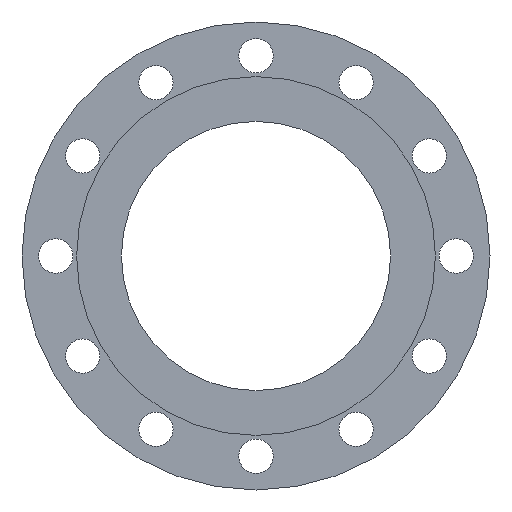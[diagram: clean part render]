
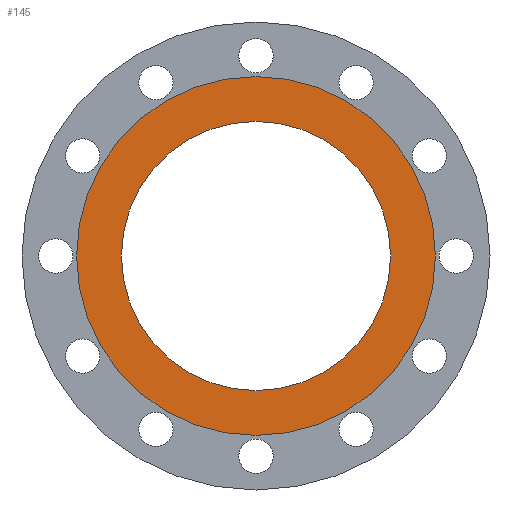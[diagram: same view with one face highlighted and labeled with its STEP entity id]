
A CAD part, front view. The second image highlights one B-rep face of the part: STEP entity #145.
In plain terms, the highlighted planar face has unit normal (0, -1, 0).
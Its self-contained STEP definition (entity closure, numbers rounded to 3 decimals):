
#17 = DIRECTION ( 'NONE',  ( 0., -1., 0. ) ) ;
#34 = VERTEX_POINT ( 'NONE', #769 ) ;
#54 = CARTESIAN_POINT ( 'NONE',  ( 0., 0., 0. ) ) ;
#86 = CIRCLE ( 'NONE', #1132, 172.5 ) ;
#135 = VERTEX_POINT ( 'NONE', #777 ) ;
#140 = CIRCLE ( 'NONE', #1178, 129.4 ) ;
#145 = ADVANCED_FACE ( 'NONE', ( #560, #988 ), #336, .T. ) ;
#155 = CARTESIAN_POINT ( 'NONE',  ( 0., 0., 0. ) ) ;
#247 = EDGE_CURVE ( 'NONE', #135, #1305, #726, .T. ) ;
#256 = DIRECTION ( 'NONE',  ( 0., 1., 0. ) ) ;
#260 = ORIENTED_EDGE ( 'NONE', *, *, #943, .T. ) ;
#268 = CIRCLE ( 'NONE', #1050, 129.4 ) ;
#328 = EDGE_CURVE ( 'NONE', #1305, #135, #86, .T. ) ;
#336 = PLANE ( 'NONE',  #980 ) ;
#474 = ORIENTED_EDGE ( 'NONE', *, *, #247, .F. ) ;
#502 = DIRECTION ( 'NONE',  ( 0., 1., 0. ) ) ;
#552 = AXIS2_PLACEMENT_3D ( 'NONE', #54, #256, #672 ) ;
#560 = FACE_BOUND ( 'NONE', #634, .T. ) ;
#565 = CARTESIAN_POINT ( 'NONE',  ( 0., 0., 0. ) ) ;
#577 = CARTESIAN_POINT ( 'NONE',  ( 0., 0., 129.4 ) ) ;
#591 = DIRECTION ( 'NONE',  ( 0., 1., 0. ) ) ;
#634 = EDGE_LOOP ( 'NONE', ( #997, #260 ) ) ;
#672 = DIRECTION ( 'NONE',  ( 0., 0., 1. ) ) ;
#726 = CIRCLE ( 'NONE', #552, 172.5 ) ;
#761 = CARTESIAN_POINT ( 'NONE',  ( 0., 0., 129.4 ) ) ;
#769 = CARTESIAN_POINT ( 'NONE',  ( 0., 0., -129.4 ) ) ;
#772 = DIRECTION ( 'NONE',  ( 0., 0., 1. ) ) ;
#777 = CARTESIAN_POINT ( 'NONE',  ( 0., 0., 172.5 ) ) ;
#814 = DIRECTION ( 'NONE',  ( 0., 0., 1. ) ) ;
#832 = CARTESIAN_POINT ( 'NONE',  ( 0., 0., 0. ) ) ;
#943 = EDGE_CURVE ( 'NONE', #34, #1315, #268, .T. ) ;
#954 = EDGE_LOOP ( 'NONE', ( #474, #1274 ) ) ;
#980 = AXIS2_PLACEMENT_3D ( 'NONE', #761, #17, #1290 ) ;
#988 = FACE_OUTER_BOUND ( 'NONE', #954, .T. ) ;
#994 = DIRECTION ( 'NONE',  ( 0., 1., 0. ) ) ;
#997 = ORIENTED_EDGE ( 'NONE', *, *, #1275, .T. ) ;
#1050 = AXIS2_PLACEMENT_3D ( 'NONE', #565, #994, #814 ) ;
#1116 = CARTESIAN_POINT ( 'NONE',  ( 0., 0., -172.5 ) ) ;
#1132 = AXIS2_PLACEMENT_3D ( 'NONE', #832, #502, #1260 ) ;
#1178 = AXIS2_PLACEMENT_3D ( 'NONE', #155, #591, #772 ) ;
#1260 = DIRECTION ( 'NONE',  ( 0., 0., 1. ) ) ;
#1274 = ORIENTED_EDGE ( 'NONE', *, *, #328, .F. ) ;
#1275 = EDGE_CURVE ( 'NONE', #1315, #34, #140, .T. ) ;
#1290 = DIRECTION ( 'NONE',  ( 0., 0., -1. ) ) ;
#1305 = VERTEX_POINT ( 'NONE', #1116 ) ;
#1315 = VERTEX_POINT ( 'NONE', #577 ) ;
